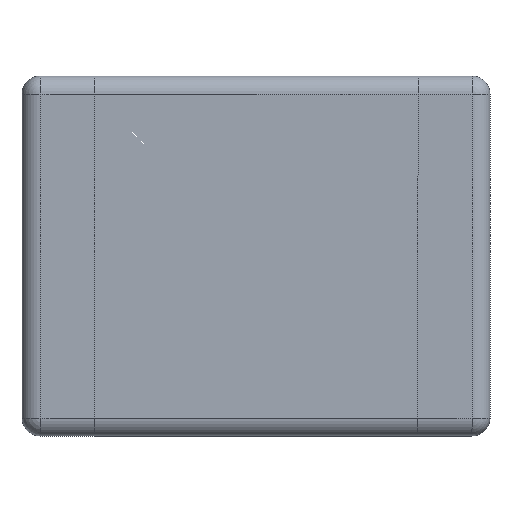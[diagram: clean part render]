
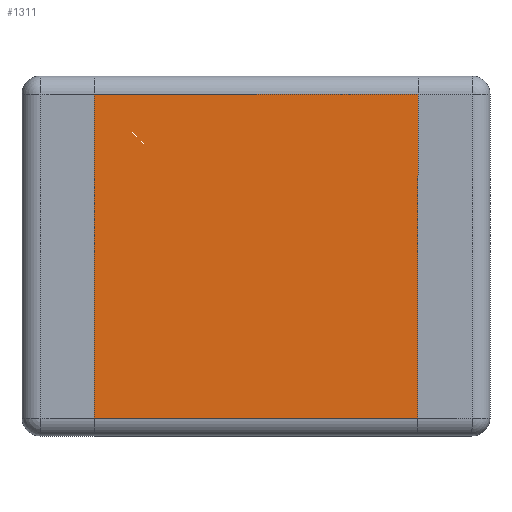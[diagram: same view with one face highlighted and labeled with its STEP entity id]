
A CAD part, front view. The second image highlights one B-rep face of the part: STEP entity #1311.
In plain terms, the highlighted planar face has unit normal (0, -1, 0).
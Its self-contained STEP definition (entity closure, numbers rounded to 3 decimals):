
#236 = CARTESIAN_POINT ( 'NONE',  ( 0.45, 0., 0.45 ) ) ;
#267 = CARTESIAN_POINT ( 'NONE',  ( -0.45, 0., -0.45 ) ) ;
#300 = CARTESIAN_POINT ( 'NONE',  ( -0.45, 0., 0.45 ) ) ;
#502 = FACE_OUTER_BOUND ( 'NONE', #1312, .T. ) ;
#528 = LINE ( 'NONE', #581, #580 ) ;
#529 = DIRECTION ( 'NONE',  ( 1., 0., 0. ) ) ;
#530 = VECTOR ( 'NONE', #529, 1000. ) ;
#531 = CARTESIAN_POINT ( 'NONE',  ( 0.65, 0., -0.45 ) ) ;
#532 = LINE ( 'NONE', #531, #530 ) ;
#533 = DIRECTION ( 'NONE',  ( 0., 0., -1. ) ) ;
#534 = DIRECTION ( 'NONE',  ( 0., -1., 0. ) ) ;
#535 = CARTESIAN_POINT ( 'NONE',  ( 0.65, 0., -0.5 ) ) ;
#536 = AXIS2_PLACEMENT_3D ( 'NONE', #535, #534, #533 ) ;
#537 = PLANE ( 'NONE',  #536 ) ;
#579 = DIRECTION ( 'NONE',  ( -1., 0., 0. ) ) ;
#580 = VECTOR ( 'NONE', #579, 1000. ) ;
#581 = CARTESIAN_POINT ( 'NONE',  ( -0.65, 0., 0.45 ) ) ;
#1105 = VERTEX_POINT ( 'NONE', #1460 ) ;
#1112 = EDGE_CURVE ( 'NONE', #1232, #1105, #1453, .T. ) ;
#1125 = EDGE_CURVE ( 'NONE', #1243, #1248, #1515, .T. ) ;
#1232 = VERTEX_POINT ( 'NONE', #236 ) ;
#1243 = VERTEX_POINT ( 'NONE', #267 ) ;
#1248 = VERTEX_POINT ( 'NONE', #300 ) ;
#1311 = ADVANCED_FACE ( 'NONE', ( #502 ), #537, .T. ) ;
#1312 = EDGE_LOOP ( 'NONE', ( #1313, #1314, #1316, #1317 ) ) ;
#1313 = ORIENTED_EDGE ( 'NONE', *, *, #1125, .F. ) ;
#1314 = ORIENTED_EDGE ( 'NONE', *, *, #1315, .T. ) ;
#1315 = EDGE_CURVE ( 'NONE', #1243, #1105, #532, .T. ) ;
#1316 = ORIENTED_EDGE ( 'NONE', *, *, #1112, .F. ) ;
#1317 = ORIENTED_EDGE ( 'NONE', *, *, #1318, .T. ) ;
#1318 = EDGE_CURVE ( 'NONE', #1232, #1248, #528, .T. ) ;
#1450 = DIRECTION ( 'NONE',  ( 0., 0., -1. ) ) ;
#1451 = VECTOR ( 'NONE', #1450, 1000. ) ;
#1452 = CARTESIAN_POINT ( 'NONE',  ( 0.45, 0., -0.5 ) ) ;
#1453 = LINE ( 'NONE', #1452, #1451 ) ;
#1460 = CARTESIAN_POINT ( 'NONE',  ( 0.45, 0., -0.45 ) ) ;
#1512 = DIRECTION ( 'NONE',  ( 0., 0., 1. ) ) ;
#1513 = VECTOR ( 'NONE', #1512, 1000. ) ;
#1514 = CARTESIAN_POINT ( 'NONE',  ( -0.45, 0., -0.5 ) ) ;
#1515 = LINE ( 'NONE', #1514, #1513 ) ;
